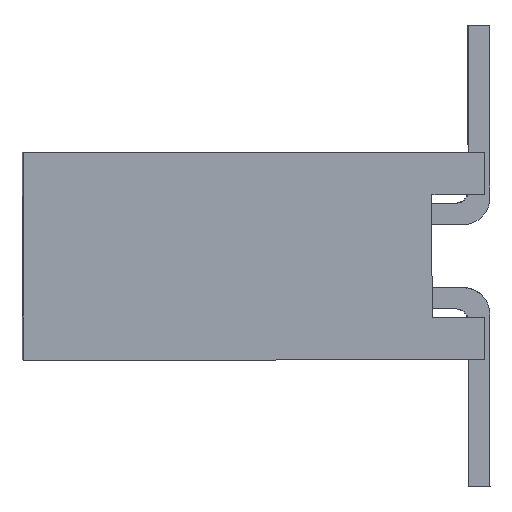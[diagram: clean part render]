
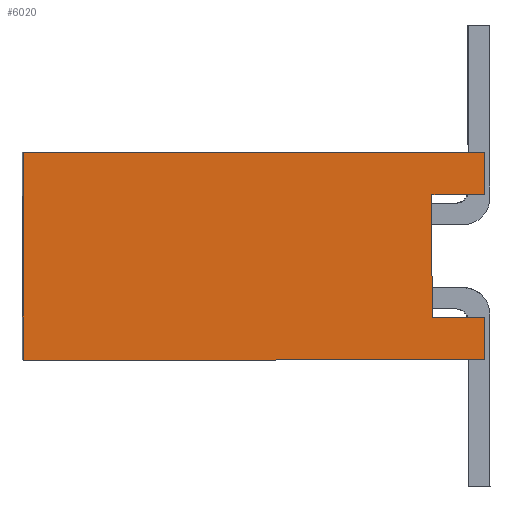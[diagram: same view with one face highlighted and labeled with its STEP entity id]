
A CAD part, left-side view. The second image highlights one B-rep face of the part: STEP entity #6020.
In plain terms, the highlighted planar face has unit normal (-1, -0.001, 0).
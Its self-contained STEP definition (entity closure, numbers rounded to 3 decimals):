
#196 = CARTESIAN_POINT ( 'NONE',  ( -10.274, 0., -0.999 ) ) ;
#285 = EDGE_CURVE ( 'NONE', #2700, #1502, #2657, .T. ) ;
#356 = VERTEX_POINT ( 'NONE', #3464 ) ;
#458 = EDGE_CURVE ( 'NONE', #5500, #2554, #5487, .T. ) ;
#481 = VECTOR ( 'NONE', #2602, 1000. ) ;
#580 = VECTOR ( 'NONE', #5954, 1000. ) ;
#649 = CARTESIAN_POINT ( 'NONE',  ( -10.274, 4.445, 0. ) ) ;
#805 = DIRECTION ( 'NONE',  ( 0., 0., 1. ) ) ;
#886 = LINE ( 'NONE', #4151, #580 ) ;
#901 = EDGE_CURVE ( 'NONE', #356, #2127, #4432, .T. ) ;
#978 = EDGE_CURVE ( 'NONE', #1502, #2554, #5484, .T. ) ;
#1115 = DIRECTION ( 'NONE',  ( 0., 0., -1. ) ) ;
#1190 = AXIS2_PLACEMENT_3D ( 'NONE', #4118, #3666, #805 ) ;
#1199 = ORIENTED_EDGE ( 'NONE', *, *, #285, .F. ) ;
#1305 = VECTOR ( 'NONE', #4827, 1000. ) ;
#1363 = ORIENTED_EDGE ( 'NONE', *, *, #458, .T. ) ;
#1469 = CARTESIAN_POINT ( 'NONE',  ( -10.274, 0., 0.593 ) ) ;
#1502 = VERTEX_POINT ( 'NONE', #4507 ) ;
#1521 = CARTESIAN_POINT ( 'NONE',  ( -10.274, 0., 0.999 ) ) ;
#2057 = CARTESIAN_POINT ( 'NONE',  ( -10.274, 0.508, 0. ) ) ;
#2127 = VERTEX_POINT ( 'NONE', #196 ) ;
#2165 = EDGE_LOOP ( 'NONE', ( #1363, #3181, #1199, #4244, #2836, #3314, #5112, #4956 ) ) ;
#2522 = CARTESIAN_POINT ( 'NONE',  ( -10.274, 0., -0.593 ) ) ;
#2554 = VERTEX_POINT ( 'NONE', #6021 ) ;
#2602 = DIRECTION ( 'NONE',  ( 0., 1., 0. ) ) ;
#2657 = LINE ( 'NONE', #4309, #3777 ) ;
#2700 = VERTEX_POINT ( 'NONE', #1469 ) ;
#2836 = ORIENTED_EDGE ( 'NONE', *, *, #4787, .T. ) ;
#2870 = EDGE_CURVE ( 'NONE', #3490, #356, #5941, .T. ) ;
#3022 = EDGE_CURVE ( 'NONE', #2127, #5500, #4675, .T. ) ;
#3069 = EDGE_CURVE ( 'NONE', #5855, #2700, #886, .T. ) ;
#3072 = DIRECTION ( 'NONE',  ( 0., -1., 0. ) ) ;
#3181 = ORIENTED_EDGE ( 'NONE', *, *, #978, .F. ) ;
#3314 = ORIENTED_EDGE ( 'NONE', *, *, #2870, .T. ) ;
#3398 = CARTESIAN_POINT ( 'NONE',  ( -10.274, 0., -0.999 ) ) ;
#3437 = VECTOR ( 'NONE', #5934, 1000. ) ;
#3464 = CARTESIAN_POINT ( 'NONE',  ( -10.274, 4.445, -0.999 ) ) ;
#3490 = VERTEX_POINT ( 'NONE', #3978 ) ;
#3553 = LINE ( 'NONE', #1521, #1305 ) ;
#3666 = DIRECTION ( 'NONE',  ( -1., 0., 0. ) ) ;
#3777 = VECTOR ( 'NONE', #4030, 1000. ) ;
#3978 = CARTESIAN_POINT ( 'NONE',  ( -10.274, 4.445, 0.999 ) ) ;
#4030 = DIRECTION ( 'NONE',  ( 0., 1., 0. ) ) ;
#4108 = CARTESIAN_POINT ( 'NONE',  ( -10.274, 0., 0. ) ) ;
#4118 = CARTESIAN_POINT ( 'NONE',  ( -10.274, 0., -0.999 ) ) ;
#4128 = VECTOR ( 'NONE', #1115, 1000. ) ;
#4151 = CARTESIAN_POINT ( 'NONE',  ( -10.274, 0., 0.796 ) ) ;
#4244 = ORIENTED_EDGE ( 'NONE', *, *, #3069, .F. ) ;
#4309 = CARTESIAN_POINT ( 'NONE',  ( -10.274, 0., 0.593 ) ) ;
#4432 = LINE ( 'NONE', #3398, #4561 ) ;
#4463 = DIRECTION ( 'NONE',  ( 0., 0., -1. ) ) ;
#4507 = CARTESIAN_POINT ( 'NONE',  ( -10.274, 0.508, 0.593 ) ) ;
#4561 = VECTOR ( 'NONE', #3072, 1000. ) ;
#4634 = CARTESIAN_POINT ( 'NONE',  ( -10.274, 0., -0.593 ) ) ;
#4675 = LINE ( 'NONE', #4108, #3437 ) ;
#4754 = VECTOR ( 'NONE', #4463, 1000. ) ;
#4787 = EDGE_CURVE ( 'NONE', #5855, #3490, #3553, .T. ) ;
#4827 = DIRECTION ( 'NONE',  ( 0., 1., 0. ) ) ;
#4924 = CARTESIAN_POINT ( 'NONE',  ( -10.274, 0., 0.999 ) ) ;
#4956 = ORIENTED_EDGE ( 'NONE', *, *, #3022, .T. ) ;
#5041 = PLANE ( 'NONE',  #1190 ) ;
#5112 = ORIENTED_EDGE ( 'NONE', *, *, #901, .T. ) ;
#5484 = LINE ( 'NONE', #2057, #4128 ) ;
#5487 = LINE ( 'NONE', #2522, #481 ) ;
#5500 = VERTEX_POINT ( 'NONE', #4634 ) ;
#5583 = FACE_OUTER_BOUND ( 'NONE', #2165, .T. ) ;
#5855 = VERTEX_POINT ( 'NONE', #4924 ) ;
#5934 = DIRECTION ( 'NONE',  ( 0., 0., 1. ) ) ;
#5941 = LINE ( 'NONE', #649, #4754 ) ;
#5954 = DIRECTION ( 'NONE',  ( 0., 0., -1. ) ) ;
#6020 = ADVANCED_FACE ( 'NONE', ( #5583 ), #5041, .T. ) ;
#6021 = CARTESIAN_POINT ( 'NONE',  ( -10.274, 0.508, -0.593 ) ) ;
